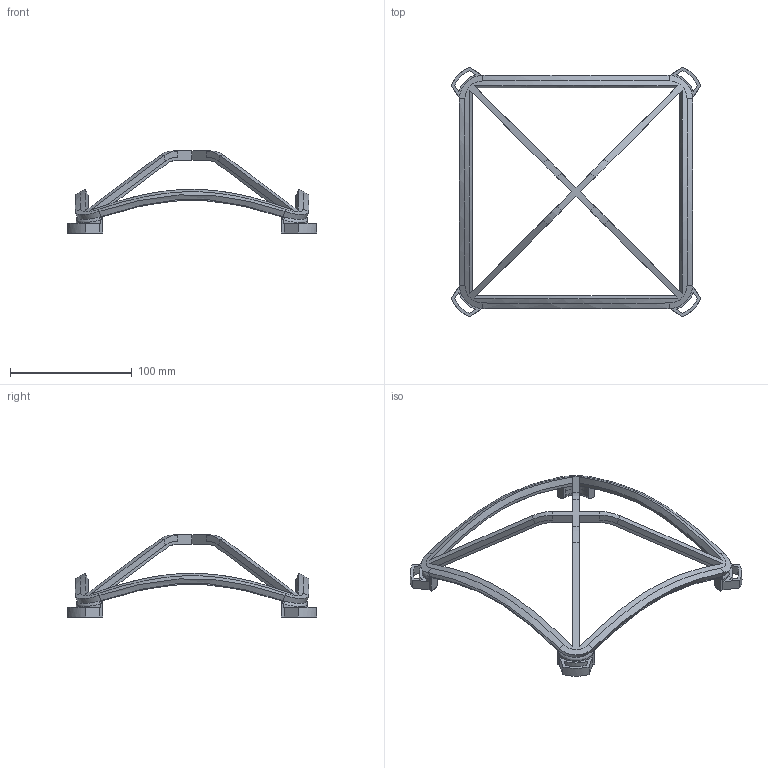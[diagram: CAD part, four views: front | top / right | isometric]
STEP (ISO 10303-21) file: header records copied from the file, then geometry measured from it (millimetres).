
FILE_DESCRIPTION(/* description */ ('STEP AP242','CAx-IF Rec.Pracs.---Representation and Presentation of Product Manufacturing Information (PMI)---4.0---2014-10-13','CAx-IF Rec.Pracs.---3D Tessellated Geometry---0.4---2014-09-14','2;1'),/* implementation_level */ '2;1');
FILE_NAME(/* name */ '668c865e00246a4007b4f0e9',/* time_stamp */ '2024-07-09T00:37:50Z',/* author */ (''),/* organization */ (''),/* preprocessor_version */ 'ST-DEVELOPER v20',/* originating_system */ ' ',/* authorisation */ ' ');
FILE_SCHEMA (('AP242_MANAGED_MODEL_BASED_3D_ENGINEERING_MIM_LF { 1 0 10303 442 1 1 4 }'));
Length unit declared in the file: metre
Products named in the file (1): grill.v1
Bounding box: 205.3 x 205.3 x 67.5 mm (x, y, z)
Volume: 78621.7 mm3; surface area: 42452 mm2
Topology: 1 solids, 1 shells, 162 faces, 468 edges, 300 vertices
Faces by surface type: bspline 94, plane 50, torus 8, cylinder 8, cone 2
Entity records: 11191 total; most frequent: CARTESIAN_POINT 7828, ORIENTED_EDGE 924, EDGE_CURVE 462, DIRECTION 318, B_SPLINE_CURVE_WITH_KNOTS 306, VERTEX_POINT 296, EDGE_LOOP 172, FACE_BOUND 172
